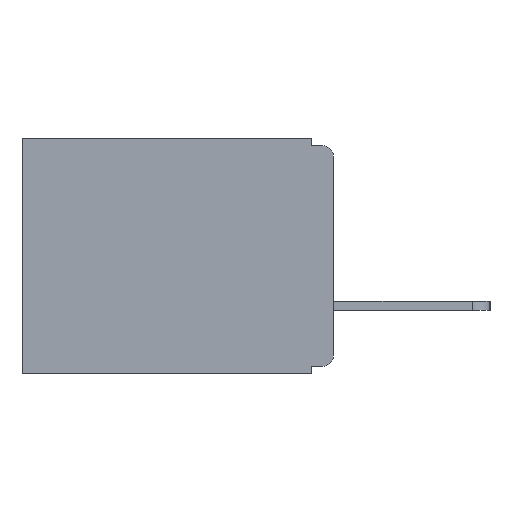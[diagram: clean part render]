
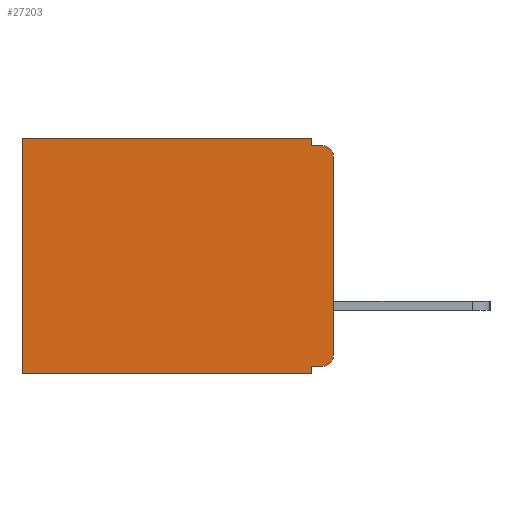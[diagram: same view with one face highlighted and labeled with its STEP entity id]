
A CAD part, left-side view. The second image highlights one B-rep face of the part: STEP entity #27203.
In plain terms, the highlighted planar face has unit normal (-1, 0, 0).
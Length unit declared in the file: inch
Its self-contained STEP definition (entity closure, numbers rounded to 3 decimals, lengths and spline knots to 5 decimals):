
#39 = VECTOR ( 'NONE', #227, 39.37008 ) ;
#227 = DIRECTION ( 'NONE',  ( 0., 0., -1. ) ) ;
#872 = EDGE_CURVE ( 'NONE', #16457, #21130, #6212, .T. ) ;
#1136 = VERTEX_POINT ( 'NONE', #21125 ) ;
#1532 = VERTEX_POINT ( 'NONE', #8735 ) ;
#2047 = ORIENTED_EDGE ( 'NONE', *, *, #3121, .F. ) ;
#2786 = CARTESIAN_POINT ( 'NONE',  ( 0.3, 0.031, 0. ) ) ;
#2921 = AXIS2_PLACEMENT_3D ( 'NONE', #3837, #19242, #6066 ) ;
#3121 = EDGE_CURVE ( 'NONE', #16457, #18482, #11371, .T. ) ;
#3837 = CARTESIAN_POINT ( 'NONE',  ( 0.3, 0.015, -0.025 ) ) ;
#5574 = VERTEX_POINT ( 'NONE', #17323 ) ;
#5929 = CARTESIAN_POINT ( 'NONE',  ( 0.3, 0., -0.33 ) ) ;
#6066 = DIRECTION ( 'NONE',  ( 0., 0., -1. ) ) ;
#6212 = CIRCLE ( 'NONE', #24104, 0.015 ) ;
#6268 = VECTOR ( 'NONE', #16797, 39.37008 ) ;
#6780 = DIRECTION ( 'NONE',  ( 0., 0., -1. ) ) ;
#6862 = CARTESIAN_POINT ( 'NONE',  ( 0.3, 0.031, 0. ) ) ;
#6980 = LINE ( 'NONE', #21133, #6268 ) ;
#7129 = ORIENTED_EDGE ( 'NONE', *, *, #12169, .F. ) ;
#7569 = EDGE_CURVE ( 'NONE', #18482, #1136, #9492, .T. ) ;
#7706 = EDGE_CURVE ( 'NONE', #18545, #24401, #19055, .T. ) ;
#8048 = EDGE_CURVE ( 'NONE', #11125, #1532, #17301, .T. ) ;
#8152 = ORIENTED_EDGE ( 'NONE', *, *, #14412, .T. ) ;
#8190 = DIRECTION ( 'NONE',  ( 1., 0., 0. ) ) ;
#8365 = AXIS2_PLACEMENT_3D ( 'NONE', #5929, #8190, #23482 ) ;
#8735 = CARTESIAN_POINT ( 'NONE',  ( 0.3, 0.015, -0.01 ) ) ;
#9492 = LINE ( 'NONE', #11018, #26119 ) ;
#10669 = LINE ( 'NONE', #13378, #22888 ) ;
#10696 = EDGE_LOOP ( 'NONE', ( #12166, #20695, #15465, #24376, #8152, #16807, #7129, #14541, #2047, #15592 ) ) ;
#11018 = CARTESIAN_POINT ( 'NONE',  ( 0.3, 0.031, -0.33 ) ) ;
#11125 = VERTEX_POINT ( 'NONE', #20586 ) ;
#11371 = LINE ( 'NONE', #22548, #15746 ) ;
#11493 = CARTESIAN_POINT ( 'NONE',  ( 0.3, 0.031, -0.32 ) ) ;
#12166 = ORIENTED_EDGE ( 'NONE', *, *, #16606, .F. ) ;
#12169 = EDGE_CURVE ( 'NONE', #1136, #5574, #10669, .T. ) ;
#12963 = LINE ( 'NONE', #22953, #23786 ) ;
#13221 = DIRECTION ( 'NONE',  ( 0., 0., -1. ) ) ;
#13378 = CARTESIAN_POINT ( 'NONE',  ( 0.3, 0., -0.33 ) ) ;
#14093 = VERTEX_POINT ( 'NONE', #19988 ) ;
#14177 = DIRECTION ( 'NONE',  ( 0., 1., 0. ) ) ;
#14412 = EDGE_CURVE ( 'NONE', #18545, #14093, #6980, .T. ) ;
#14541 = ORIENTED_EDGE ( 'NONE', *, *, #7569, .F. ) ;
#15465 = ORIENTED_EDGE ( 'NONE', *, *, #26693, .F. ) ;
#15509 = DIRECTION ( 'NONE',  ( 0., 1., 0. ) ) ;
#15592 = ORIENTED_EDGE ( 'NONE', *, *, #872, .T. ) ;
#15746 = VECTOR ( 'NONE', #14177, 39.37008 ) ;
#16457 = VERTEX_POINT ( 'NONE', #19487 ) ;
#16606 = EDGE_CURVE ( 'NONE', #11125, #21130, #28257, .T. ) ;
#16797 = DIRECTION ( 'NONE',  ( 0., 1., 0. ) ) ;
#16807 = ORIENTED_EDGE ( 'NONE', *, *, #23611, .T. ) ;
#16849 = VECTOR ( 'NONE', #6780, 39.37008 ) ;
#17301 = CIRCLE ( 'NONE', #2921, 0.015 ) ;
#17323 = CARTESIAN_POINT ( 'NONE',  ( 0.3, 0.437, -0.33 ) ) ;
#17411 = DIRECTION ( 'NONE',  ( 0., -1., 0. ) ) ;
#18482 = VERTEX_POINT ( 'NONE', #11493 ) ;
#18495 = VECTOR ( 'NONE', #17411, 39.37008 ) ;
#18545 = VERTEX_POINT ( 'NONE', #2786 ) ;
#19055 = LINE ( 'NONE', #6862, #39 ) ;
#19124 = PLANE ( 'NONE',  #8365 ) ;
#19242 = DIRECTION ( 'NONE',  ( -1., 0., 0. ) ) ;
#19487 = CARTESIAN_POINT ( 'NONE',  ( 0.3, 0.015, -0.32 ) ) ;
#19988 = CARTESIAN_POINT ( 'NONE',  ( 0.3, 0.437, 0. ) ) ;
#20040 = CARTESIAN_POINT ( 'NONE',  ( 0.3, 0., -0.33 ) ) ;
#20586 = CARTESIAN_POINT ( 'NONE',  ( 0.3, 0., -0.025 ) ) ;
#20695 = ORIENTED_EDGE ( 'NONE', *, *, #8048, .T. ) ;
#21125 = CARTESIAN_POINT ( 'NONE',  ( 0.3, 0.031, -0.33 ) ) ;
#21130 = VERTEX_POINT ( 'NONE', #25450 ) ;
#21133 = CARTESIAN_POINT ( 'NONE',  ( 0.3, 0., 0. ) ) ;
#21418 = CARTESIAN_POINT ( 'NONE',  ( 0.3, 0.031, -0.01 ) ) ;
#21552 = FACE_OUTER_BOUND ( 'NONE', #10696, .T. ) ;
#22548 = CARTESIAN_POINT ( 'NONE',  ( 0.3, 0., -0.32 ) ) ;
#22888 = VECTOR ( 'NONE', #15509, 39.37008 ) ;
#22953 = CARTESIAN_POINT ( 'NONE',  ( 0.3, 0.437, -0.33 ) ) ;
#23482 = DIRECTION ( 'NONE',  ( 0., 0., -1. ) ) ;
#23611 = EDGE_CURVE ( 'NONE', #14093, #5574, #12963, .T. ) ;
#23786 = VECTOR ( 'NONE', #25096, 39.37008 ) ;
#24104 = AXIS2_PLACEMENT_3D ( 'NONE', #25134, #25039, #24966 ) ;
#24376 = ORIENTED_EDGE ( 'NONE', *, *, #7706, .F. ) ;
#24401 = VERTEX_POINT ( 'NONE', #21418 ) ;
#24921 = LINE ( 'NONE', #28097, #18495 ) ;
#24966 = DIRECTION ( 'NONE',  ( 0., 0., -1. ) ) ;
#25039 = DIRECTION ( 'NONE',  ( -1., 0., 0. ) ) ;
#25096 = DIRECTION ( 'NONE',  ( 0., 0., -1. ) ) ;
#25134 = CARTESIAN_POINT ( 'NONE',  ( 0.3, 0.015, -0.305 ) ) ;
#25450 = CARTESIAN_POINT ( 'NONE',  ( 0.3, 0., -0.305 ) ) ;
#26119 = VECTOR ( 'NONE', #13221, 39.37008 ) ;
#26693 = EDGE_CURVE ( 'NONE', #24401, #1532, #24921, .T. ) ;
#27203 = ADVANCED_FACE ( 'NONE', ( #21552 ), #19124, .F. ) ;
#28097 = CARTESIAN_POINT ( 'NONE',  ( 0.3, 0., -0.01 ) ) ;
#28257 = LINE ( 'NONE', #20040, #16849 ) ;
